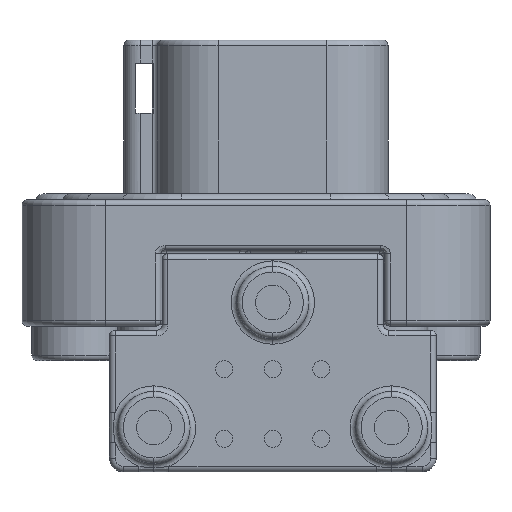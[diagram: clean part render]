
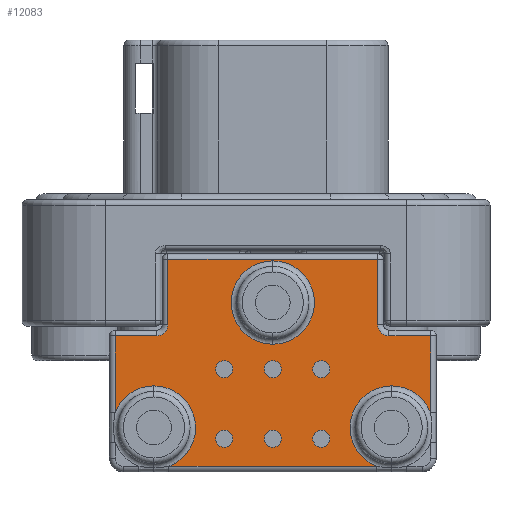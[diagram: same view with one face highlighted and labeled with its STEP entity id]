
A CAD part, front view. The second image highlights one B-rep face of the part: STEP entity #12083.
In plain terms, the highlighted planar face has unit normal (0, -1, 0).
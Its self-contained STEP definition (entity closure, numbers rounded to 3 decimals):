
#2253=CARTESIAN_POINT('',(2.045,-15.748,-24.003));
#2254=DIRECTION('',(0.,-1.,0.));
#2255=DIRECTION('',(0.,0.,-1.));
#2256=AXIS2_PLACEMENT_3D('',#2253,#2254,#2255);
#2258=CARTESIAN_POINT('',(2.045,-15.748,-24.003));
#2259=DIRECTION('',(0.,-1.,0.));
#2260=DIRECTION('',(0.,0.,1.));
#2261=AXIS2_PLACEMENT_3D('',#2258,#2259,#2260);
#2263=DIRECTION('',(0.,0.,1.));
#2264=VECTOR('',#2263,5.969);
#2265=CARTESIAN_POINT('',(11.646,-15.748,-26.035));
#2266=LINE('',#2265,#2264);
#2267=CARTESIAN_POINT('',(12.662,-15.748,-26.035));
#2268=DIRECTION('',(0.,-1.,0.));
#2269=DIRECTION('',(-1.,0.,0.));
#2270=AXIS2_PLACEMENT_3D('',#2267,#2268,#2269);
#2272=DIRECTION('',(-1.,0.,0.));
#2273=VECTOR('',#2272,3.81);
#2274=CARTESIAN_POINT('',(16.472,-15.748,-27.051));
#2275=LINE('',#2274,#2273);
#2276=DIRECTION('',(0.,0.,1.));
#2277=VECTOR('',#2276,7.014);
#2278=CARTESIAN_POINT('',(16.472,-15.748,-34.065));
#2279=LINE('',#2278,#2277);
#2280=CARTESIAN_POINT('',(12.916,-15.748,-35.433));
#2281=DIRECTION('',(0.,-1.,0.));
#2282=DIRECTION('',(0.933,0.,0.359));
#2283=AXIS2_PLACEMENT_3D('',#2280,#2281,#2282);
#2285=CARTESIAN_POINT('',(12.916,-15.748,-35.433));
#2286=DIRECTION('',(0.,-1.,0.));
#2287=DIRECTION('',(0.,0.,1.));
#2288=AXIS2_PLACEMENT_3D('',#2285,#2286,#2287);
#2290=DIRECTION('',(1.,0.,0.));
#2291=VECTOR('',#2290,19.007);
#2292=CARTESIAN_POINT('',(-7.459,-15.748,-38.989));
#2293=LINE('',#2292,#2291);
#2294=CARTESIAN_POINT('',(-8.827,-15.748,-35.433));
#2295=DIRECTION('',(0.,-1.,0.));
#2296=DIRECTION('',(0.359,0.,-0.933));
#2297=AXIS2_PLACEMENT_3D('',#2294,#2295,#2296);
#2299=CARTESIAN_POINT('',(-8.827,-15.748,-35.433));
#2300=DIRECTION('',(0.,-1.,0.));
#2301=DIRECTION('',(0.,0.,1.));
#2302=AXIS2_PLACEMENT_3D('',#2299,#2300,#2301);
#2304=DIRECTION('',(0.,0.,-1.));
#2305=VECTOR('',#2304,7.014);
#2306=CARTESIAN_POINT('',(-12.383,-15.748,-27.051));
#2307=LINE('',#2306,#2305);
#2308=DIRECTION('',(-1.,0.,0.));
#2309=VECTOR('',#2308,3.81);
#2310=CARTESIAN_POINT('',(-8.573,-15.748,-27.051));
#2311=LINE('',#2310,#2309);
#2312=CARTESIAN_POINT('',(-8.573,-15.748,-26.035));
#2313=DIRECTION('',(0.,-1.,0.));
#2314=DIRECTION('',(0.,0.,-1.));
#2315=AXIS2_PLACEMENT_3D('',#2312,#2313,#2314);
#2317=DIRECTION('',(0.,0.,-1.));
#2318=VECTOR('',#2317,5.969);
#2319=CARTESIAN_POINT('',(-7.557,-15.748,-20.066));
#2320=LINE('',#2319,#2318);
#2321=DIRECTION('',(-1.,0.,0.));
#2322=VECTOR('',#2321,19.202);
#2323=CARTESIAN_POINT('',(11.646,-15.748,-20.066));
#2324=LINE('',#2323,#2322);
#2361=CARTESIAN_POINT('',(-2.4,-15.748,-36.449));
#2362=DIRECTION('',(0.,-1.,0.));
#2363=DIRECTION('',(0.,0.,-1.));
#2364=AXIS2_PLACEMENT_3D('',#2361,#2362,#2363);
#2366=CARTESIAN_POINT('',(-2.4,-15.748,-36.449));
#2367=DIRECTION('',(0.,-1.,0.));
#2368=DIRECTION('',(0.,0.,1.));
#2369=AXIS2_PLACEMENT_3D('',#2366,#2367,#2368);
#2371=CARTESIAN_POINT('',(-2.4,-15.748,-30.099));
#2372=DIRECTION('',(0.,-1.,0.));
#2373=DIRECTION('',(0.,0.,-1.));
#2374=AXIS2_PLACEMENT_3D('',#2371,#2372,#2373);
#2376=CARTESIAN_POINT('',(-2.4,-15.748,-30.099));
#2377=DIRECTION('',(0.,-1.,0.));
#2378=DIRECTION('',(0.,0.,1.));
#2379=AXIS2_PLACEMENT_3D('',#2376,#2377,#2378);
#2381=CARTESIAN_POINT('',(2.045,-15.748,-36.449));
#2382=DIRECTION('',(0.,-1.,0.));
#2383=DIRECTION('',(0.,0.,-1.));
#2384=AXIS2_PLACEMENT_3D('',#2381,#2382,#2383);
#2386=CARTESIAN_POINT('',(2.045,-15.748,-36.449));
#2387=DIRECTION('',(0.,-1.,0.));
#2388=DIRECTION('',(0.,0.,1.));
#2389=AXIS2_PLACEMENT_3D('',#2386,#2387,#2388);
#2391=CARTESIAN_POINT('',(2.045,-15.748,-30.099));
#2392=DIRECTION('',(0.,-1.,0.));
#2393=DIRECTION('',(0.,0.,-1.));
#2394=AXIS2_PLACEMENT_3D('',#2391,#2392,#2393);
#2396=CARTESIAN_POINT('',(2.045,-15.748,-30.099));
#2397=DIRECTION('',(0.,-1.,0.));
#2398=DIRECTION('',(0.,0.,1.));
#2399=AXIS2_PLACEMENT_3D('',#2396,#2397,#2398);
#2401=CARTESIAN_POINT('',(6.49,-15.748,-36.449));
#2402=DIRECTION('',(0.,-1.,0.));
#2403=DIRECTION('',(0.,0.,-1.));
#2404=AXIS2_PLACEMENT_3D('',#2401,#2402,#2403);
#2406=CARTESIAN_POINT('',(6.49,-15.748,-36.449));
#2407=DIRECTION('',(0.,-1.,0.));
#2408=DIRECTION('',(0.,0.,1.));
#2409=AXIS2_PLACEMENT_3D('',#2406,#2407,#2408);
#2411=CARTESIAN_POINT('',(6.49,-15.748,-30.099));
#2412=DIRECTION('',(0.,-1.,0.));
#2413=DIRECTION('',(0.,0.,-1.));
#2414=AXIS2_PLACEMENT_3D('',#2411,#2412,#2413);
#2416=CARTESIAN_POINT('',(6.49,-15.748,-30.099));
#2417=DIRECTION('',(0.,-1.,0.));
#2418=DIRECTION('',(0.,0.,1.));
#2419=AXIS2_PLACEMENT_3D('',#2416,#2417,#2418);
#2637=CARTESIAN_POINT('',(11.548,-15.748,-38.989));
#6355=CARTESIAN_POINT('',(-12.383,-15.748,-34.065));
#9621=CARTESIAN_POINT('',(-2.4,-15.748,-37.23));
#9622=CARTESIAN_POINT('',(-2.4,-15.748,-35.668));
#9623=VERTEX_POINT('',#9621);
#9624=VERTEX_POINT('',#9622);
#9647=CARTESIAN_POINT('',(-2.4,-15.748,-30.88));
#9648=CARTESIAN_POINT('',(-2.4,-15.748,-29.318));
#9649=VERTEX_POINT('',#9647);
#9650=VERTEX_POINT('',#9648);
#9681=CARTESIAN_POINT('',(2.045,-15.748,-37.23));
#9682=VERTEX_POINT('',#9681);
#9685=CARTESIAN_POINT('',(2.045,-15.748,-35.668));
#9686=VERTEX_POINT('',#9685);
#9709=CARTESIAN_POINT('',(2.045,-15.748,-30.88));
#9710=VERTEX_POINT('',#9709);
#9713=CARTESIAN_POINT('',(2.045,-15.748,-29.318));
#9714=VERTEX_POINT('',#9713);
#9741=CARTESIAN_POINT('',(6.49,-15.748,-37.23));
#9742=VERTEX_POINT('',#9741);
#9745=CARTESIAN_POINT('',(6.49,-15.748,-35.668));
#9746=VERTEX_POINT('',#9745);
#9769=CARTESIAN_POINT('',(6.49,-15.748,-30.88));
#9770=VERTEX_POINT('',#9769);
#9773=CARTESIAN_POINT('',(6.49,-15.748,-29.318));
#9774=VERTEX_POINT('',#9773);
#9862=CARTESIAN_POINT('',(2.045,-15.748,-27.813));
#9863=CARTESIAN_POINT('',(2.045,-15.748,-20.193));
#9864=VERTEX_POINT('',#9862);
#9865=VERTEX_POINT('',#9863);
#9870=CARTESIAN_POINT('',(-8.827,-15.748,-31.623));
#9871=VERTEX_POINT('',#9870);
#9872=CARTESIAN_POINT('',(12.916,-15.748,-31.623));
#9873=VERTEX_POINT('',#9872);
#9898=CARTESIAN_POINT('',(11.646,-15.748,-26.035));
#9899=CARTESIAN_POINT('',(11.646,-15.748,-20.066));
#9900=VERTEX_POINT('',#9898);
#9901=VERTEX_POINT('',#9899);
#9908=CARTESIAN_POINT('',(-7.557,-15.748,-20.066));
#9909=VERTEX_POINT('',#9908);
#9916=CARTESIAN_POINT('',(-7.557,-15.748,-26.035));
#9917=VERTEX_POINT('',#9916);
#9930=CARTESIAN_POINT('',(16.472,-15.748,-27.051));
#9931=CARTESIAN_POINT('',(12.662,-15.748,-27.051));
#9932=VERTEX_POINT('',#9930);
#9933=VERTEX_POINT('',#9931);
#9936=CARTESIAN_POINT('',(16.472,-15.748,-34.065));
#9937=VERTEX_POINT('',#9936);
#9956=VERTEX_POINT('',#2637);
#9958=CARTESIAN_POINT('',(-7.459,-15.748,-38.989));
#9959=VERTEX_POINT('',#9958);
#9978=VERTEX_POINT('',#6355);
#9980=CARTESIAN_POINT('',(-12.383,-15.748,-27.051));
#9981=VERTEX_POINT('',#9980);
#9986=CARTESIAN_POINT('',(-8.573,-15.748,-27.051));
#9987=VERTEX_POINT('',#9986);
#12008=CARTESIAN_POINT('',(0.,-15.748,-14.834));
#12009=DIRECTION('',(0.,-1.,0.));
#12010=DIRECTION('',(-1.,0.,0.));
#12011=AXIS2_PLACEMENT_3D('',#12008,#12009,#12010);
#12012=PLANE('',#12011);
#12014=ORIENTED_EDGE('',*,*,#12013,.F.);
#12016=ORIENTED_EDGE('',*,*,#12015,.T.);
#12018=ORIENTED_EDGE('',*,*,#12017,.F.);
#12020=ORIENTED_EDGE('',*,*,#12019,.F.);
#12022=ORIENTED_EDGE('',*,*,#12021,.T.);
#12024=ORIENTED_EDGE('',*,*,#12023,.T.);
#12026=ORIENTED_EDGE('',*,*,#12025,.F.);
#12028=ORIENTED_EDGE('',*,*,#12027,.T.);
#12030=ORIENTED_EDGE('',*,*,#12029,.T.);
#12032=ORIENTED_EDGE('',*,*,#12031,.F.);
#12034=ORIENTED_EDGE('',*,*,#12033,.F.);
#12036=ORIENTED_EDGE('',*,*,#12035,.T.);
#12037=ORIENTED_EDGE('',*,*,#11534,.F.);
#12038=ORIENTED_EDGE('',*,*,#11999,.F.);
#12039=EDGE_LOOP('',(#12014,#12016,#12018,#12020,#12022,#12024,#12026,#12028,
#12030,#12032,#12034,#12036,#12037,#12038));
#12040=FACE_OUTER_BOUND('',#12039,.F.);
#12042=ORIENTED_EDGE('',*,*,#12041,.T.);
#12044=ORIENTED_EDGE('',*,*,#12043,.T.);
#12045=EDGE_LOOP('',(#12042,#12044));
#12046=FACE_BOUND('',#12045,.F.);
#12048=ORIENTED_EDGE('',*,*,#12047,.T.);
#12050=ORIENTED_EDGE('',*,*,#12049,.T.);
#12051=EDGE_LOOP('',(#12048,#12050));
#12052=FACE_BOUND('',#12051,.F.);
#12054=ORIENTED_EDGE('',*,*,#12053,.T.);
#12056=ORIENTED_EDGE('',*,*,#12055,.T.);
#12057=EDGE_LOOP('',(#12054,#12056));
#12058=FACE_BOUND('',#12057,.F.);
#12060=ORIENTED_EDGE('',*,*,#12059,.T.);
#12062=ORIENTED_EDGE('',*,*,#12061,.T.);
#12063=EDGE_LOOP('',(#12060,#12062));
#12064=FACE_BOUND('',#12063,.F.);
#12066=ORIENTED_EDGE('',*,*,#12065,.T.);
#12068=ORIENTED_EDGE('',*,*,#12067,.T.);
#12069=EDGE_LOOP('',(#12066,#12068));
#12070=FACE_BOUND('',#12069,.F.);
#12072=ORIENTED_EDGE('',*,*,#12071,.T.);
#12074=ORIENTED_EDGE('',*,*,#12073,.T.);
#12075=EDGE_LOOP('',(#12072,#12074));
#12076=FACE_BOUND('',#12075,.F.);
#12078=ORIENTED_EDGE('',*,*,#12077,.T.);
#12080=ORIENTED_EDGE('',*,*,#12079,.T.);
#12081=EDGE_LOOP('',(#12078,#12080));
#12082=FACE_BOUND('',#12081,.F.);
#2257=CIRCLE('',#2256,3.81);
#2262=CIRCLE('',#2261,3.81);
#2271=CIRCLE('',#2270,1.016);
#2284=CIRCLE('',#2283,3.81);
#2289=CIRCLE('',#2288,3.81);
#2298=CIRCLE('',#2297,3.81);
#2303=CIRCLE('',#2302,3.81);
#2316=CIRCLE('',#2315,1.016);
#2365=CIRCLE('',#2364,0.781);
#2370=CIRCLE('',#2369,0.781);
#2375=CIRCLE('',#2374,0.781);
#2380=CIRCLE('',#2379,0.781);
#2385=CIRCLE('',#2384,0.781);
#2390=CIRCLE('',#2389,0.781);
#2395=CIRCLE('',#2394,0.781);
#2400=CIRCLE('',#2399,0.781);
#2405=CIRCLE('',#2404,0.781);
#2410=CIRCLE('',#2409,0.781);
#2415=CIRCLE('',#2414,0.781);
#2420=CIRCLE('',#2419,0.781);
#11534=EDGE_CURVE('',#9909,#9917,#2320,.T.);
#11999=EDGE_CURVE('',#9901,#9909,#2324,.T.);
#12013=EDGE_CURVE('',#9900,#9901,#2266,.T.);
#12015=EDGE_CURVE('',#9900,#9933,#2271,.T.);
#12017=EDGE_CURVE('',#9932,#9933,#2275,.T.);
#12019=EDGE_CURVE('',#9937,#9932,#2279,.T.);
#12021=EDGE_CURVE('',#9937,#9873,#2284,.T.);
#12023=EDGE_CURVE('',#9873,#9956,#2289,.T.);
#12025=EDGE_CURVE('',#9959,#9956,#2293,.T.);
#12027=EDGE_CURVE('',#9959,#9871,#2298,.T.);
#12029=EDGE_CURVE('',#9871,#9978,#2303,.T.);
#12031=EDGE_CURVE('',#9981,#9978,#2307,.T.);
#12033=EDGE_CURVE('',#9987,#9981,#2311,.T.);
#12035=EDGE_CURVE('',#9987,#9917,#2316,.T.);
#12041=EDGE_CURVE('',#9864,#9865,#2257,.T.);
#12043=EDGE_CURVE('',#9865,#9864,#2262,.T.);
#12047=EDGE_CURVE('',#9623,#9624,#2365,.T.);
#12049=EDGE_CURVE('',#9624,#9623,#2370,.T.);
#12053=EDGE_CURVE('',#9649,#9650,#2375,.T.);
#12055=EDGE_CURVE('',#9650,#9649,#2380,.T.);
#12059=EDGE_CURVE('',#9682,#9686,#2385,.T.);
#12061=EDGE_CURVE('',#9686,#9682,#2390,.T.);
#12065=EDGE_CURVE('',#9710,#9714,#2395,.T.);
#12067=EDGE_CURVE('',#9714,#9710,#2400,.T.);
#12071=EDGE_CURVE('',#9742,#9746,#2405,.T.);
#12073=EDGE_CURVE('',#9746,#9742,#2410,.T.);
#12077=EDGE_CURVE('',#9770,#9774,#2415,.T.);
#12079=EDGE_CURVE('',#9774,#9770,#2420,.T.);
#12083=ADVANCED_FACE('',(#12040,#12046,#12052,#12058,#12064,#12070,#12076,
#12082),#12012,.T.);
